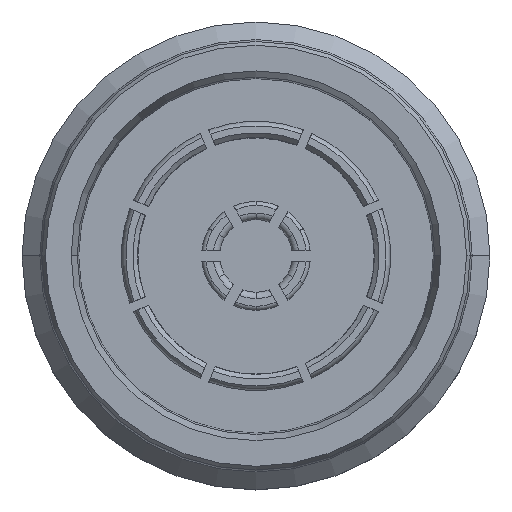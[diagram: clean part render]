
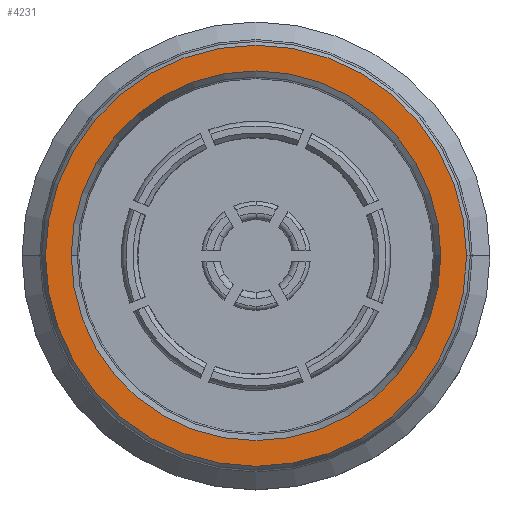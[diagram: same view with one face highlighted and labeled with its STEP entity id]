
A CAD part, top view. The second image highlights one B-rep face of the part: STEP entity #4231.
In plain terms, the highlighted planar face has unit normal (0, 0, 1).
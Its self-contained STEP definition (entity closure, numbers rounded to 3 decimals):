
#70 = DIRECTION ( 'NONE',  ( 1., 0., 0. ) ) ;
#185 = AXIS2_PLACEMENT_3D ( 'NONE', #7426, #2651, #8205 ) ;
#358 = CIRCLE ( 'NONE', #185, 7.9 ) ;
#892 = FACE_BOUND ( 'NONE', #8934, .T. ) ;
#1113 = EDGE_LOOP ( 'NONE', ( #6825, #9723 ) ) ;
#1881 = CIRCLE ( 'NONE', #2841, 7.9 ) ;
#1906 = CARTESIAN_POINT ( 'NONE',  ( 0., 0., 0. ) ) ;
#2470 = CARTESIAN_POINT ( 'NONE',  ( -9., 0., 0. ) ) ;
#2526 = PLANE ( 'NONE',  #9812 ) ;
#2651 = DIRECTION ( 'NONE',  ( 0., 0., 1. ) ) ;
#2686 = DIRECTION ( 'NONE',  ( 1., 0., 0. ) ) ;
#2792 = VERTEX_POINT ( 'NONE', #5675 ) ;
#2841 = AXIS2_PLACEMENT_3D ( 'NONE', #1906, #7454, #2686 ) ;
#3110 = EDGE_CURVE ( 'NONE', #4912, #3632, #7743, .T. ) ;
#3632 = VERTEX_POINT ( 'NONE', #2470 ) ;
#4150 = DIRECTION ( 'NONE',  ( 0., 0., -1. ) ) ;
#4163 = CARTESIAN_POINT ( 'NONE',  ( 0., 0., 0. ) ) ;
#4231 = ADVANCED_FACE ( 'NONE', ( #5086, #892 ), #2526, .F. ) ;
#4701 = AXIS2_PLACEMENT_3D ( 'NONE', #9482, #4774, #70 ) ;
#4731 = VERTEX_POINT ( 'NONE', #6464 ) ;
#4774 = DIRECTION ( 'NONE',  ( 0., 0., 1. ) ) ;
#4790 = ORIENTED_EDGE ( 'NONE', *, *, #7608, .F. ) ;
#4912 = VERTEX_POINT ( 'NONE', #8964 ) ;
#5086 = FACE_OUTER_BOUND ( 'NONE', #1113, .T. ) ;
#5544 = CIRCLE ( 'NONE', #4701, 9. ) ;
#5675 = CARTESIAN_POINT ( 'NONE',  ( 7.9, 0., 0. ) ) ;
#6086 = EDGE_CURVE ( 'NONE', #2792, #4731, #1881, .T. ) ;
#6419 = DIRECTION ( 'NONE',  ( 1., 0., 0. ) ) ;
#6464 = CARTESIAN_POINT ( 'NONE',  ( -7.9, 0., 0. ) ) ;
#6825 = ORIENTED_EDGE ( 'NONE', *, *, #10137, .T. ) ;
#7426 = CARTESIAN_POINT ( 'NONE',  ( 0., 0., 0. ) ) ;
#7454 = DIRECTION ( 'NONE',  ( 0., 0., 1. ) ) ;
#7608 = EDGE_CURVE ( 'NONE', #4731, #2792, #358, .T. ) ;
#7743 = CIRCLE ( 'NONE', #9278, 9. ) ;
#8205 = DIRECTION ( 'NONE',  ( 1., 0., 0. ) ) ;
#8870 = CARTESIAN_POINT ( 'NONE',  ( 0., 0., 0. ) ) ;
#8917 = DIRECTION ( 'NONE',  ( 0., 0., 1. ) ) ;
#8934 = EDGE_LOOP ( 'NONE', ( #9246, #4790 ) ) ;
#8964 = CARTESIAN_POINT ( 'NONE',  ( 9., 0., 0. ) ) ;
#9246 = ORIENTED_EDGE ( 'NONE', *, *, #6086, .F. ) ;
#9278 = AXIS2_PLACEMENT_3D ( 'NONE', #4163, #8917, #6419 ) ;
#9482 = CARTESIAN_POINT ( 'NONE',  ( 0., 0., 0. ) ) ;
#9654 = DIRECTION ( 'NONE',  ( -1., 0., 0. ) ) ;
#9723 = ORIENTED_EDGE ( 'NONE', *, *, #3110, .T. ) ;
#9812 = AXIS2_PLACEMENT_3D ( 'NONE', #8870, #4150, #9654 ) ;
#10137 = EDGE_CURVE ( 'NONE', #3632, #4912, #5544, .T. ) ;
